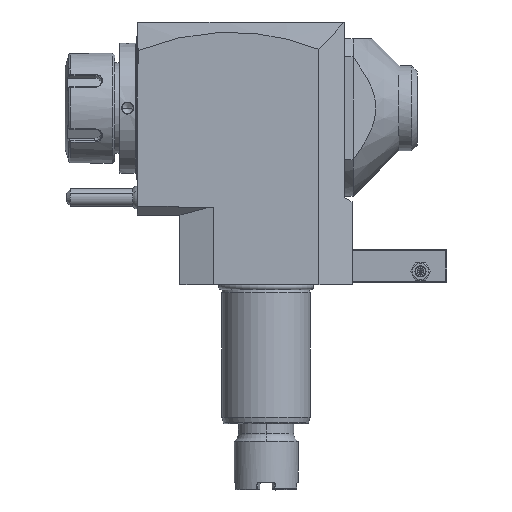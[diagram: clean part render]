
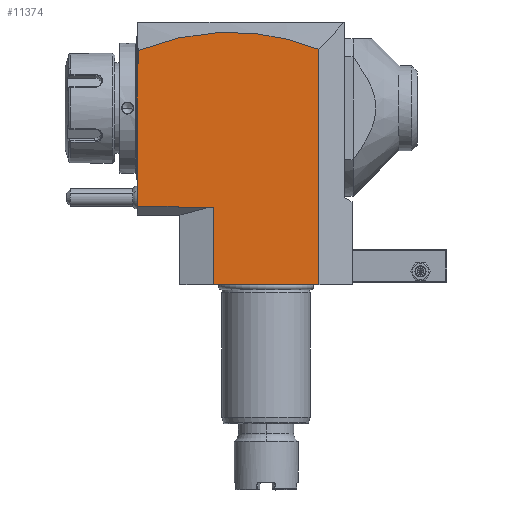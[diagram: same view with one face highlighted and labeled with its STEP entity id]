
A CAD part, top view. The second image highlights one B-rep face of the part: STEP entity #11374.
In plain terms, the highlighted planar face has unit normal (0, 0, 1).
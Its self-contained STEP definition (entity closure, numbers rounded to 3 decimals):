
#29=DIRECTION('',(-1.,0.,0.));
#30=VECTOR('',#29,48.);
#31=CARTESIAN_POINT('',(24.,0.,37.5));
#32=LINE('',#31,#30);
#220=DIRECTION('',(0.,1.,0.));
#221=VECTOR('',#220,64.5);
#222=CARTESIAN_POINT('',(-58.3,35.5,37.5));
#223=LINE('',#222,#221);
#266=DIRECTION('',(1.,0.,0.));
#267=VECTOR('',#266,18.5);
#268=CARTESIAN_POINT('',(-58.3,35.5,37.5));
#269=LINE('',#268,#267);
#353=DIRECTION('',(0.,-1.,0.));
#354=VECTOR('',#353,35.);
#355=CARTESIAN_POINT('',(-24.,35.,37.5));
#356=LINE('',#355,#354);
#365=DIRECTION('',(1.,0.,0.));
#366=VECTOR('',#365,0.5);
#367=CARTESIAN_POINT('',(-58.3,100.,37.5));
#368=LINE('',#367,#366);
#369=DIRECTION('',(0.,1.,0.));
#370=VECTOR('',#369,6.092);
#371=CARTESIAN_POINT('',(-57.8,100.,37.5));
#372=LINE('',#371,#370);
#373=CARTESIAN_POINT('',(-57.8,106.092,37.5));
#374=CARTESIAN_POINT('',(-50.998,108.812,37.5));
#375=CARTESIAN_POINT('',(-37.387,112.914,37.5));
#376=CARTESIAN_POINT('',(-16.948,115.059,37.5));
#377=CARTESIAN_POINT('',(3.513,113.192,37.5));
#378=CARTESIAN_POINT('',(17.168,109.259,37.5));
#379=CARTESIAN_POINT('',(24.,106.615,37.5));
#381=DIRECTION('',(0.,-1.,0.));
#382=VECTOR('',#381,106.615);
#383=CARTESIAN_POINT('',(24.,106.615,37.5));
#384=LINE('',#383,#382);
#385=DIRECTION('',(0.,-1.,0.));
#386=VECTOR('',#385,0.5);
#387=CARTESIAN_POINT('',(-39.8,35.5,37.5));
#388=LINE('',#387,#386);
#956=DIRECTION('',(1.,0.,0.));
#957=VECTOR('',#956,15.8);
#958=CARTESIAN_POINT('',(-39.8,35.,37.5));
#959=LINE('',#958,#957);
#10297=VERTEX_POINT('',#373);
#10298=VERTEX_POINT('',#379);
#10310=CARTESIAN_POINT('',(-39.8,35.5,37.5));
#10311=CARTESIAN_POINT('',(-39.8,35.,37.5));
#10312=VERTEX_POINT('',#10310);
#10313=VERTEX_POINT('',#10311);
#10320=CARTESIAN_POINT('',(-24.,35.,37.5));
#10321=VERTEX_POINT('',#10320);
#10703=CARTESIAN_POINT('',(24.,0.,37.5));
#10705=VERTEX_POINT('',#10703);
#10706=CARTESIAN_POINT('',(-24.,0.,37.5));
#10707=VERTEX_POINT('',#10706);
#10740=CARTESIAN_POINT('',(-58.3,35.5,37.5));
#10741=CARTESIAN_POINT('',(-58.3,100.,37.5));
#10742=VERTEX_POINT('',#10740);
#10743=VERTEX_POINT('',#10741);
#10831=CARTESIAN_POINT('',(-57.8,100.,37.5));
#10833=VERTEX_POINT('',#10831);
#11352=CARTESIAN_POINT('',(-39.202,35.,37.5));
#11353=DIRECTION('',(0.,0.,1.));
#11354=DIRECTION('',(1.,0.,0.));
#11355=AXIS2_PLACEMENT_3D('',#11352,#11353,#11354);
#11356=PLANE('',#11355);
#11357=ORIENTED_EDGE('',*,*,#11267,.F.);
#11358=ORIENTED_EDGE('',*,*,#11160,.T.);
#11360=ORIENTED_EDGE('',*,*,#11359,.T.);
#11362=ORIENTED_EDGE('',*,*,#11361,.T.);
#11364=ORIENTED_EDGE('',*,*,#11363,.T.);
#11365=ORIENTED_EDGE('',*,*,#11006,.T.);
#11366=ORIENTED_EDGE('',*,*,#10981,.T.);
#11367=ORIENTED_EDGE('',*,*,#11342,.F.);
#11369=ORIENTED_EDGE('',*,*,#11368,.F.);
#11371=ORIENTED_EDGE('',*,*,#11370,.F.);
#11372=EDGE_LOOP('',(#11357,#11358,#11360,#11362,#11364,#11365,#11366,#11367,
#11369,#11371));
#11373=FACE_OUTER_BOUND('',#11372,.F.);
#380=B_SPLINE_CURVE_WITH_KNOTS('',3,(#373,#374,#375,#376,#377,#378,#379),
.UNSPECIFIED.,.F.,.F.,(4,1,1,1,4),(0.,0.25,0.5,0.75,1.),
.UNSPECIFIED.);
#10981=EDGE_CURVE('',#10705,#10707,#32,.T.);
#11006=EDGE_CURVE('',#10298,#10705,#384,.T.);
#11160=EDGE_CURVE('',#10742,#10743,#223,.T.);
#11267=EDGE_CURVE('',#10742,#10312,#269,.T.);
#11342=EDGE_CURVE('',#10321,#10707,#356,.T.);
#11359=EDGE_CURVE('',#10743,#10833,#368,.T.);
#11361=EDGE_CURVE('',#10833,#10297,#372,.T.);
#11363=EDGE_CURVE('',#10297,#10298,#380,.T.);
#11368=EDGE_CURVE('',#10313,#10321,#959,.T.);
#11370=EDGE_CURVE('',#10312,#10313,#388,.T.);
#11374=ADVANCED_FACE('',(#11373),#11356,.T.);
